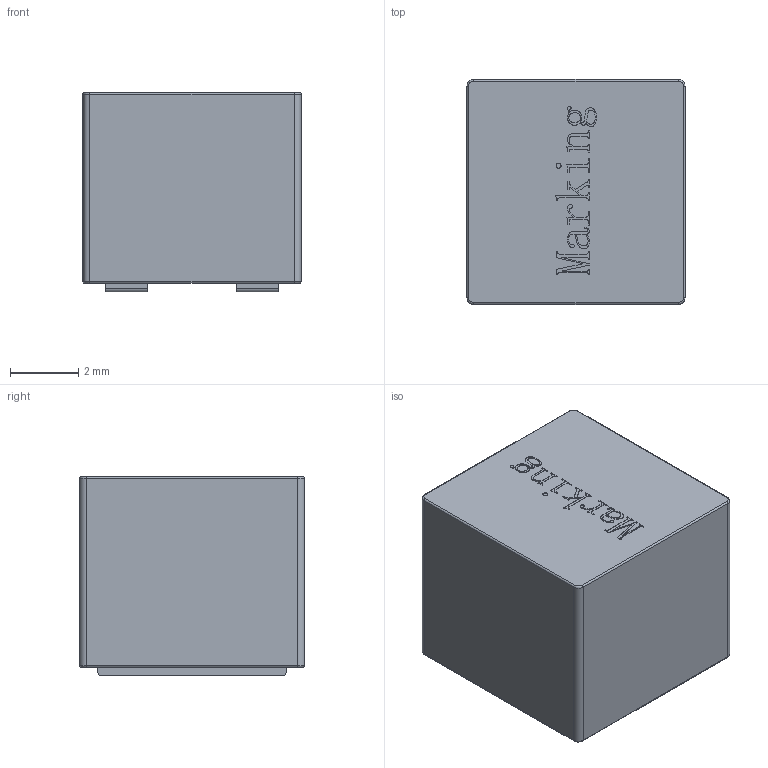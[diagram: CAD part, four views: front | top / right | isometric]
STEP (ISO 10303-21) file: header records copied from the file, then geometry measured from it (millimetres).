
FILE_DESCRIPTION(/* description */ ('Unknown'),/* implementation_level */ '2;1');
FILE_NAME(/* name */ 'TMPF0606LRV',/* time_stamp */ '2017-10-18T17:43:19+08:00',/* author */ ('Unknown'),/* organization */ ('Unknown'),/* preprocessor_version */ 'ST-DEVELOPER v16.7',/* originating_system */ 'DEX',/* authorisation */ $);
FILE_SCHEMA (('AUTOMOTIVE_DESIGN {1 0 10303 214 3 1 1}'));
Length unit declared in the file: centimetre
Products named in the file (1): TMPF0606LRV
Bounding box: 6.4 x 6.6 x 5.86 mm (x, y, z)
Surface area: 843.1 mm2
Topology: 2 solids, 2 shells, 207 faces, 558 edges, 364 vertices
Faces by surface type: plane 127, bspline 46, cylinder 24, torus 9, cone 1
Full cylindrical faces by diameter (mm): 2.5 x1, 5.1 x1
Entity records: 10698 total; most frequent: CARTESIAN_POINT 4338, ORIENTED_EDGE 1102, DIRECTION 834, EDGE_CURVE 551, LINE 396, VECTOR 396, VERTEX_POINT 363, EDGE_LOOP 228
